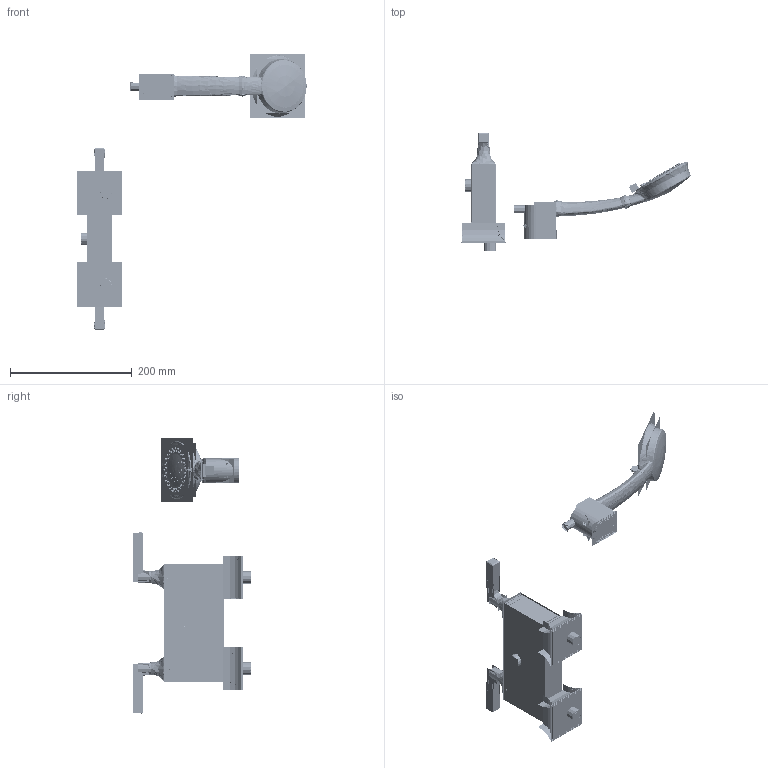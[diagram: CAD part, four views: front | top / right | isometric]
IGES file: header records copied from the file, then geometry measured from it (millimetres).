
Start section:  PTC IGES file: FFAS1612-701500BC0.igs
Global section: file name: FFAS1612-701500BC0.igs; native system: Creo Parametric by PTC Inc.; preprocessor: 2019224; author: 10114231; organization: Unknown; date: 20210311.160321; units: millimetre
Bounding box: 376.52 x 194.47 x 451.76 mm (x, y, z)
Surface area: 3137663 mm2 (no closed solid volume)
Topology: 0 solids, 0 shells, 15869 faces, 188761 edges, 221484 vertices
Faces by surface type: revolution 8095, bspline 7675, extrusion 99
